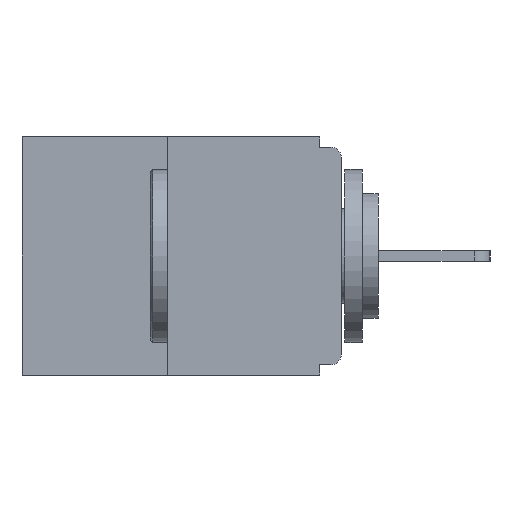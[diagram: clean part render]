
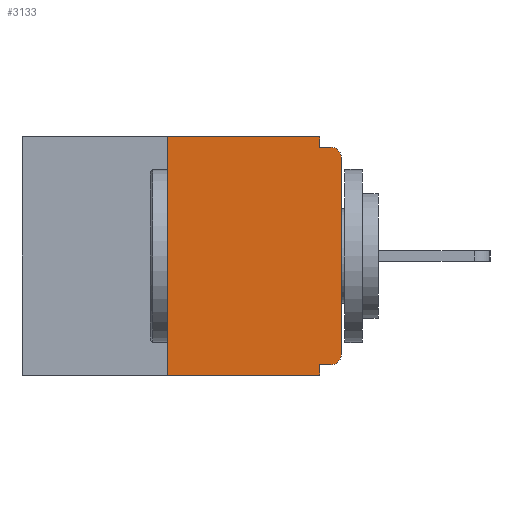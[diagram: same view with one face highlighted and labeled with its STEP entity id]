
A CAD part, left-side view. The second image highlights one B-rep face of the part: STEP entity #3133.
In plain terms, the highlighted planar face has unit normal (-1, 0, 0).
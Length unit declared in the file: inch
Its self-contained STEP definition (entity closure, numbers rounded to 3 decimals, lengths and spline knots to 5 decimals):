
#22 = CARTESIAN_POINT ( 'NONE',  ( 0., 0., 0. ) ) ;
#282 = VERTEX_POINT ( 'NONE', #2032 ) ;
#295 = DIRECTION ( 'NONE',  ( 0., 0., -1. ) ) ;
#452 = EDGE_CURVE ( 'NONE', #2028, #10255, #9423, .T. ) ;
#552 = EDGE_CURVE ( 'NONE', #6492, #4511, #7303, .T. ) ;
#613 = DIRECTION ( 'NONE',  ( -1., 0., 0. ) ) ;
#615 = CIRCLE ( 'NONE', #3006, 0.015 ) ;
#669 = CARTESIAN_POINT ( 'NONE',  ( 0., 0.031, -0.343 ) ) ;
#698 = DIRECTION ( 'NONE',  ( 0., 1., 0. ) ) ;
#723 = CARTESIAN_POINT ( 'NONE',  ( 0., 0.031, -0.328 ) ) ;
#882 = DIRECTION ( 'NONE',  ( -1., 0., 0. ) ) ;
#1058 = VECTOR ( 'NONE', #11663, 39.37008 ) ;
#1203 = CARTESIAN_POINT ( 'NONE',  ( 0., 0., -0.03 ) ) ;
#1329 = EDGE_CURVE ( 'NONE', #282, #2850, #615, .T. ) ;
#1503 = VERTEX_POINT ( 'NONE', #1551 ) ;
#1551 = CARTESIAN_POINT ( 'NONE',  ( 0., 0.031, 0. ) ) ;
#2028 = VERTEX_POINT ( 'NONE', #8660 ) ;
#2032 = CARTESIAN_POINT ( 'NONE',  ( 0., 0.015, -0.328 ) ) ;
#2242 = CARTESIAN_POINT ( 'NONE',  ( 0., 0.25, 0. ) ) ;
#2492 = DIRECTION ( 'NONE',  ( 0., 0., -1. ) ) ;
#2500 = VECTOR ( 'NONE', #698, 39.37008 ) ;
#2698 = CIRCLE ( 'NONE', #6215, 0.015 ) ;
#2850 = VERTEX_POINT ( 'NONE', #8856 ) ;
#3006 = AXIS2_PLACEMENT_3D ( 'NONE', #9831, #613, #295 ) ;
#3063 = EDGE_CURVE ( 'NONE', #10341, #4511, #10859, .T. ) ;
#3133 = ADVANCED_FACE ( 'NONE', ( #8652 ), #5582, .F. ) ;
#3203 = ORIENTED_EDGE ( 'NONE', *, *, #5681, .F. ) ;
#3219 = ORIENTED_EDGE ( 'NONE', *, *, #3777, .F. ) ;
#3231 = ORIENTED_EDGE ( 'NONE', *, *, #552, .T. ) ;
#3256 = ORIENTED_EDGE ( 'NONE', *, *, #3063, .F. ) ;
#3259 = ORIENTED_EDGE ( 'NONE', *, *, #4482, .F. ) ;
#3285 = ORIENTED_EDGE ( 'NONE', *, *, #1329, .T. ) ;
#3297 = ORIENTED_EDGE ( 'NONE', *, *, #7727, .T. ) ;
#3307 = ORIENTED_EDGE ( 'NONE', *, *, #3426, .T. ) ;
#3356 = ORIENTED_EDGE ( 'NONE', *, *, #452, .F. ) ;
#3369 = ORIENTED_EDGE ( 'NONE', *, *, #7543, .F. ) ;
#3426 = EDGE_CURVE ( 'NONE', #7101, #10255, #2698, .T. ) ;
#3777 = EDGE_CURVE ( 'NONE', #6492, #5508, #9033, .T. ) ;
#3977 = VECTOR ( 'NONE', #8068, 39.37008 ) ;
#4162 = CARTESIAN_POINT ( 'NONE',  ( 0., 0.031, -0.343 ) ) ;
#4205 = DIRECTION ( 'NONE',  ( 1., 0., 0. ) ) ;
#4250 = DIRECTION ( 'NONE',  ( 0., 0., -1. ) ) ;
#4482 = EDGE_CURVE ( 'NONE', #282, #10341, #7820, .T. ) ;
#4511 = VERTEX_POINT ( 'NONE', #669 ) ;
#5508 = VERTEX_POINT ( 'NONE', #2242 ) ;
#5534 = DIRECTION ( 'NONE',  ( 0., -1., 0. ) ) ;
#5582 = PLANE ( 'NONE',  #5808 ) ;
#5681 = EDGE_CURVE ( 'NONE', #5508, #1503, #9399, .T. ) ;
#5808 = AXIS2_PLACEMENT_3D ( 'NONE', #9934, #4205, #2492 ) ;
#6072 = VECTOR ( 'NONE', #4250, 39.37008 ) ;
#6215 = AXIS2_PLACEMENT_3D ( 'NONE', #6668, #882, #7206 ) ;
#6387 = VECTOR ( 'NONE', #9586, 39.37008 ) ;
#6492 = VERTEX_POINT ( 'NONE', #10603 ) ;
#6668 = CARTESIAN_POINT ( 'NONE',  ( 0., 0.015, -0.03 ) ) ;
#7101 = VERTEX_POINT ( 'NONE', #1203 ) ;
#7140 = VECTOR ( 'NONE', #5534, 39.37008 ) ;
#7206 = DIRECTION ( 'NONE',  ( 0., 0., -1. ) ) ;
#7303 = LINE ( 'NONE', #10974, #11453 ) ;
#7543 = EDGE_CURVE ( 'NONE', #1503, #2028, #8897, .T. ) ;
#7727 = EDGE_CURVE ( 'NONE', #2850, #7101, #8761, .T. ) ;
#7820 = LINE ( 'NONE', #10673, #2500 ) ;
#8068 = DIRECTION ( 'NONE',  ( 0., 0., 1. ) ) ;
#8652 = FACE_OUTER_BOUND ( 'NONE', #9196, .T. ) ;
#8660 = CARTESIAN_POINT ( 'NONE',  ( 0., 0.031, -0.015 ) ) ;
#8761 = LINE ( 'NONE', #22, #3977 ) ;
#8856 = CARTESIAN_POINT ( 'NONE',  ( 0., 0., -0.313 ) ) ;
#8897 = LINE ( 'NONE', #9592, #6072 ) ;
#8990 = CARTESIAN_POINT ( 'NONE',  ( 0., 0.46, 0. ) ) ;
#9033 = LINE ( 'NONE', #11793, #1058 ) ;
#9196 = EDGE_LOOP ( 'NONE', ( #3203, #3219, #3231, #3256, #3259, #3285, #3297, #3307, #3356, #3369 ) ) ;
#9306 = CARTESIAN_POINT ( 'NONE',  ( 0., 0.015, -0.015 ) ) ;
#9399 = LINE ( 'NONE', #8990, #7140 ) ;
#9423 = LINE ( 'NONE', #9654, #11592 ) ;
#9586 = DIRECTION ( 'NONE',  ( 0., 0., -1. ) ) ;
#9592 = CARTESIAN_POINT ( 'NONE',  ( 0., 0.031, 0. ) ) ;
#9654 = CARTESIAN_POINT ( 'NONE',  ( 0., 0., -0.015 ) ) ;
#9678 = DIRECTION ( 'NONE',  ( 0., -1., 0. ) ) ;
#9831 = CARTESIAN_POINT ( 'NONE',  ( 0., 0.015, -0.313 ) ) ;
#9934 = CARTESIAN_POINT ( 'NONE',  ( 0., 0.46, 0. ) ) ;
#10255 = VERTEX_POINT ( 'NONE', #9306 ) ;
#10341 = VERTEX_POINT ( 'NONE', #723 ) ;
#10603 = CARTESIAN_POINT ( 'NONE',  ( 0., 0.25, -0.343 ) ) ;
#10673 = CARTESIAN_POINT ( 'NONE',  ( 0., 0., -0.328 ) ) ;
#10859 = LINE ( 'NONE', #4162, #6387 ) ;
#10929 = DIRECTION ( 'NONE',  ( 0., -1., 0. ) ) ;
#10974 = CARTESIAN_POINT ( 'NONE',  ( 0., 0.46, -0.343 ) ) ;
#11453 = VECTOR ( 'NONE', #10929, 39.37008 ) ;
#11592 = VECTOR ( 'NONE', #9678, 39.37008 ) ;
#11663 = DIRECTION ( 'NONE',  ( 0., 0., 1. ) ) ;
#11793 = CARTESIAN_POINT ( 'NONE',  ( 0., 0.25, 0. ) ) ;
